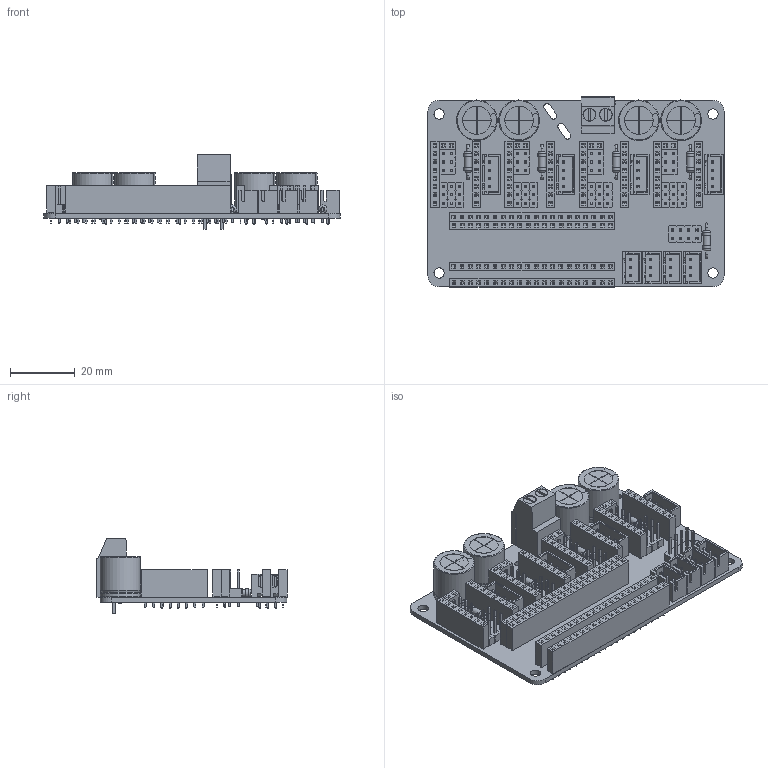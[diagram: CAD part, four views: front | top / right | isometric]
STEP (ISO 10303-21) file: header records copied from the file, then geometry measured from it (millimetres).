
FILE_DESCRIPTION(/* description */ ('KiCad electronic assembly'),/* implementation_level */ '2;1');
FILE_NAME(/* name */ 'NyoomiesV5R2.step',/* time_stamp */ '2025-04-09T21:17:22-04:00',/* author */ (''),/* organization */ (''),/* preprocessor_version */ 'ST-DEVELOPER v20.1',/* originating_system */ 'Autodesk Translation Framework v14.4.0.0',/* authorisation */ '');
FILE_SCHEMA (('AUTOMOTIVE_DESIGN { 1 0 10303 214 3 1 1 }'));
Length unit declared in the file: millimetre
Products named in the file (13): Nyoomies 1; TerminalBlock_Phoenix_MKDS-3-2-5.08_1x02_P5.08mm_Horizontal; PinHeader_2x04_P2.54mm_Vertical; NyoomiesKME_PCB; JST_XH_B3B-XH-A_1x03_P2.50mm_Vertical; PinHeader_1x03_P2.54mm_Vertical; CP_Radial_D12.5mm_P5.00mm; R_Axial_DIN0207_L6.3mm_D2.5mm_P10.16mm_Horizontal; PinSocket_1x08_P2.54mm_Vertical; PinSocket_1x02_P2.54mm_Vertical; JST_XH_B4B-XH-A_1x04_P2.50mm_Vertical; PinSocket_1x20_P2.54mm_Vertical; PinHeader_2x03_P2.54mm_Vertical
Assembly tree (52 placements, depth 2):
  Nyoomies 1
    CP_Radial_D12.5mm_P5.00mm  x4
    TerminalBlock_Phoenix_MKDS-3-2-5.08_1x02_P5.08mm_Horizontal
    JST_XH_B3B-XH-A_1x03_P2.50mm_Vertical  x4
    PinSocket_1x08_P2.54mm_Vertical  x8
    PinSocket_1x02_P2.54mm_Vertical  x4
    PinHeader_1x03_P2.54mm_Vertical  x12
    R_Axial_DIN0207_L6.3mm_D2.5mm_P10.16mm_Horizontal  x5
    JST_XH_B4B-XH-A_1x04_P2.50mm_Vertical  x4
    PinSocket_1x20_P2.54mm_Vertical  x4
    PinHeader_2x03_P2.54mm_Vertical  x4
    PinHeader_2x04_P2.54mm_Vertical
    NyoomiesKME_PCB
Bounding box: 91.35 x 58.6 x 23 mm (x, y, z)
Volume: 26166.6 mm3; surface area: 38568.1 mm2
Topology: 52 solids, 56 shells, 7443 faces, 19007 edges, 12212 vertices
Faces by surface type: plane 6952, cylinder 411, torus 42, bspline 38
Full cylindrical faces by diameter (mm): 0.6 x20, 0.8 x10, 0.9 x8, 0.95 x12, 1 x140, 1.02 x80, 1.1 x8, 1.2 x4, 1.3 x2, 1.6 x8, 2.25 x5, 2.5 x10, 3.2 x4, 3.8 x2, 4 x2, 8.75 x4
Entity records: 61740 total; most frequent: CARTESIAN_POINT 10855, ORIENTED_EDGE 9960, DIRECTION 9623, EDGE_CURVE 4980, LINE 4251, VECTOR 4251, VERTEX_POINT 3209, AXIS2_PLACEMENT_3D 2686
